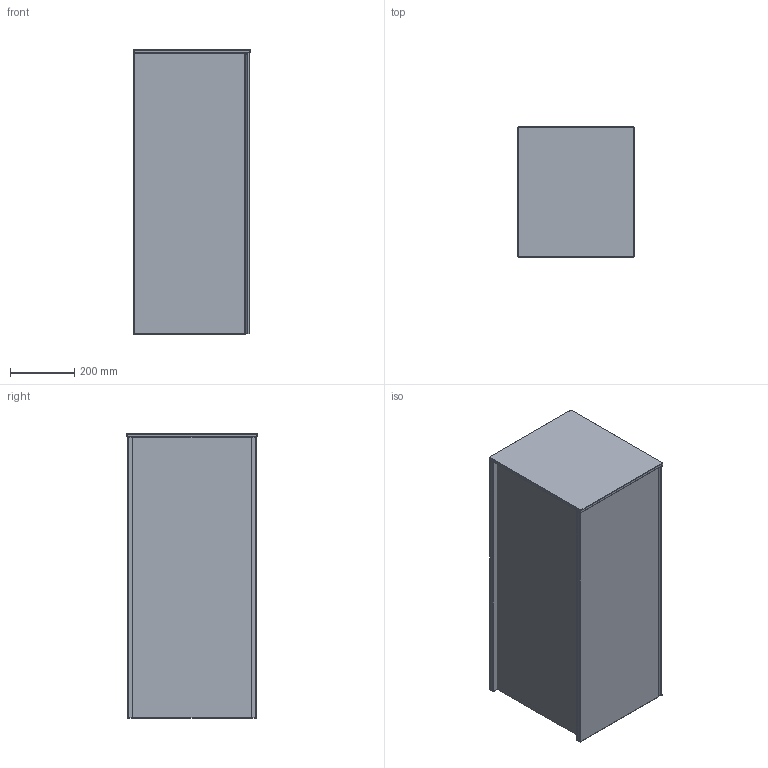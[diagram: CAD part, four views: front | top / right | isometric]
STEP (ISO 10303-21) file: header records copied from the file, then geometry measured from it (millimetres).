
FILE_DESCRIPTION(('CATIA V6 STEP','CAx-IF Rec.Pracs.--- Model Styling and Organization---1.5--- 2016-08-15','CAx-IF Rec.Pracs.---Supplemental Geometry---1.0---2011-11-01','CAx-IF Rec.Pracs.--- Composite Materials ---3.4---2017-06-13','CAx-IF Rec.Pracs.---Tessellated 3D Geometry---1.0---2015-12-17'),'2;1');
FILE_NAME('prd-HG-00321385.stp','2022-11-29T12:05:59+00:00',('none'),('none'),'3DEXPERIENCE Platform3DEXPERIENCE R2021x HotFix 8','3DEXPERIENCE Platform STEP AP242 v2','none');
FILE_SCHEMA(('AP242_MANAGED_MODEL_BASED_3D_ENGINEERING_MIM_LF {1 0 10303 442 1 1 4}'));
Length unit declared in the file: millimetre
Products named in the file (2): P-2_HG_Xevolos_E_HHS_MW_400_T.A; P-2_ZUS_UHHF040_links
Assembly tree (1 placements, depth 2):
  P-2_HG_Xevolos_E_HHS_MW_400_T.A
    P-2_ZUS_UHHF040_links
Bounding box: 362 x 406 x 888 mm (x, y, z)
Volume: 17483848.2 mm3; surface area: 3576058.5 mm2
Topology: 10 solids, 10 shells, 168 faces, 388 edges, 220 vertices
Faces by surface type: plane 90, cylinder 58, sphere 20
Entity records: 4530 total; most frequent: CARTESIAN_POINT 892, ORIENTED_EDGE 736, DIRECTION 688, EDGE_CURVE 368, AXIS2_PLACEMENT_3D 268, VECTOR 252, LINE 252, VERTEX_POINT 220
